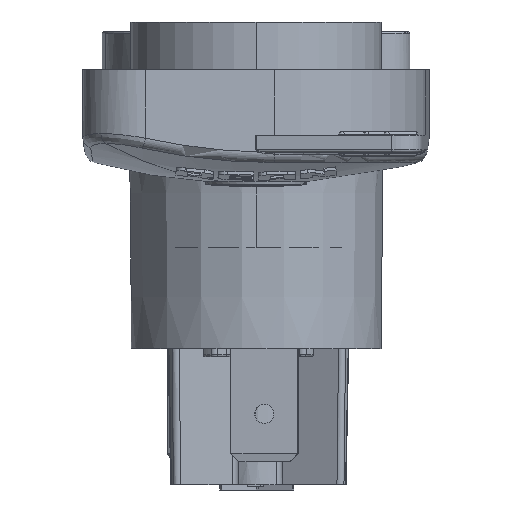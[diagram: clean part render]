
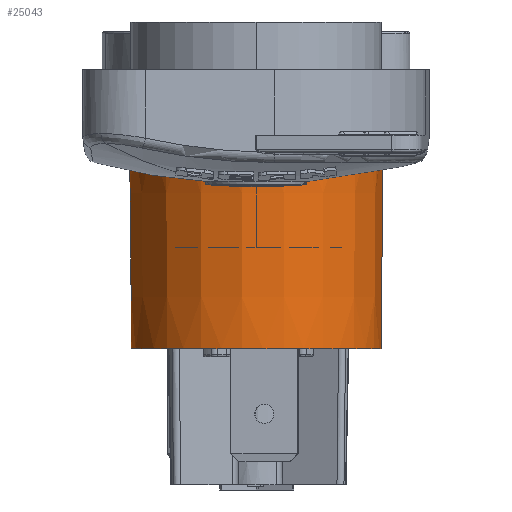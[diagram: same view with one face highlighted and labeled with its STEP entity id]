
A CAD part, front view. The second image highlights one B-rep face of the part: STEP entity #25043.
In plain terms, the highlighted conical face has half-angle 0.5 degrees and reference radius 11.874 mm.
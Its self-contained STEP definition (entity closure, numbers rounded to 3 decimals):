
#4005=CARTESIAN_POINT('',(-13.896,-56.919,
1.373));
#4006=DIRECTION('',(0.,0.,1.));
#4007=DIRECTION('',(-0.621,0.784,0.));
#4008=AXIS2_PLACEMENT_3D('',#4005,#4006,#4007);
#4010=DIRECTION('',(-0.009,0.,-1.));
#4011=VECTOR('',#4010,19.551);
#4012=CARTESIAN_POINT('',(-1.937,-56.919,
1.373));
#4013=LINE('',#4012,#4011);
#4014=CARTESIAN_POINT('',(-13.896,-56.919,
-18.177));
#4015=DIRECTION('',(0.,0.,-1.));
#4016=DIRECTION('',(1.,0.,0.));
#4017=AXIS2_PLACEMENT_3D('',#4014,#4015,#4016);
#4019=DIRECTION('',(-0.005,0.007,1.));
#4020=VECTOR('',#4019,19.551);
#4021=CARTESIAN_POINT('',(-21.213,-47.676,
-18.177));
#4022=LINE('',#4021,#4020);
#17954=CARTESIAN_POINT('',(-2.107,-56.919,
-18.177));
#17955=CARTESIAN_POINT('',(-21.213,-47.676,
-18.177));
#17956=VERTEX_POINT('',#17954);
#17957=VERTEX_POINT('',#17955);
#19895=CARTESIAN_POINT('',(-21.319,-47.542,
1.373));
#19896=CARTESIAN_POINT('',(-1.937,-56.919,
1.373));
#19897=VERTEX_POINT('',#19895);
#19898=VERTEX_POINT('',#19896);
#25029=CARTESIAN_POINT('',(-13.896,-56.919,
-8.402));
#25030=DIRECTION('',(0.,0.,1.));
#25031=DIRECTION('',(1.,0.,0.));
#25032=AXIS2_PLACEMENT_3D('',#25029,#25030,#25031);
#25033=CONICAL_SURFACE('',#25032,11.874,0.5);
#25034=ORIENTED_EDGE('',*,*,#25022,.T.);
#25036=ORIENTED_EDGE('',*,*,#25035,.T.);
#25038=ORIENTED_EDGE('',*,*,#25037,.T.);
#25040=ORIENTED_EDGE('',*,*,#25039,.T.);
#25041=EDGE_LOOP('',(#25034,#25036,#25038,#25040));
#25042=FACE_OUTER_BOUND('',#25041,.F.);
#25043=ADVANCED_FACE('',(#25042),#25033,.T.);
#4009=CIRCLE('',#4008,11.959);
#4018=CIRCLE('',#4017,11.789);
#25022=EDGE_CURVE('',#19897,#19898,#4009,.T.);
#25035=EDGE_CURVE('',#19898,#17956,#4013,.T.);
#25037=EDGE_CURVE('',#17956,#17957,#4018,.T.);
#25039=EDGE_CURVE('',#17957,#19897,#4022,.T.);
